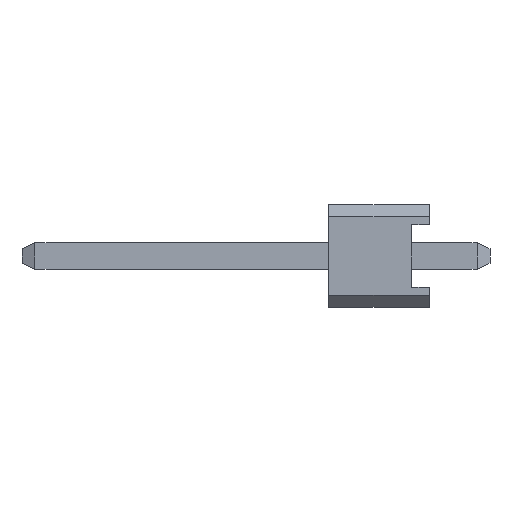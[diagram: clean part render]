
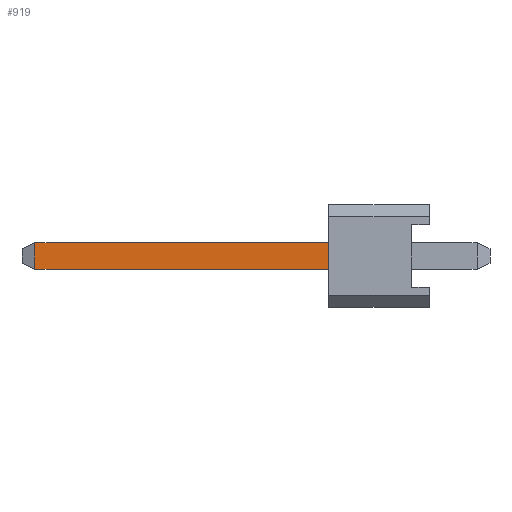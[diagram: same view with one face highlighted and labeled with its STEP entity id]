
A CAD part, left-side view. The second image highlights one B-rep face of the part: STEP entity #919.
In plain terms, the highlighted planar face has unit normal (-1, 0, 0).
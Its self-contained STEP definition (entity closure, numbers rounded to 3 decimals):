
#320 = EDGE_CURVE ( 'NONE', #321, #322, #2019, .T. ) ;
#321 = VERTEX_POINT ( 'NONE', #2015 ) ;
#322 = VERTEX_POINT ( 'NONE', #2014 ) ;
#919 = ADVANCED_FACE ( 'NONE', ( #3418 ), #3417, .F. ) ;
#920 = EDGE_LOOP ( 'NONE', ( #1050, #1053, #1056, #1058 ) ) ;
#1050 = ORIENTED_EDGE ( 'NONE', *, *, #1051, .F. ) ;
#1051 = EDGE_CURVE ( 'NONE', #1052, #322, #3892, .T. ) ;
#1052 = VERTEX_POINT ( 'NONE', #3888 ) ;
#1053 = ORIENTED_EDGE ( 'NONE', *, *, #1054, .T. ) ;
#1054 = EDGE_CURVE ( 'NONE', #1052, #1055, #3855, .T. ) ;
#1055 = VERTEX_POINT ( 'NONE', #3851 ) ;
#1056 = ORIENTED_EDGE ( 'NONE', *, *, #1057, .T. ) ;
#1057 = EDGE_CURVE ( 'NONE', #1055, #321, #3850, .T. ) ;
#1058 = ORIENTED_EDGE ( 'NONE', *, *, #320, .T. ) ;
#2014 = CARTESIAN_POINT ( 'NONE',  ( -0.325, 2.5, 0.325 ) ) ;
#2015 = CARTESIAN_POINT ( 'NONE',  ( -0.325, 2.5, -0.325 ) ) ;
#2016 = DIRECTION ( 'NONE',  ( 0., 0., 1. ) ) ;
#2017 = VECTOR ( 'NONE', #2016, 1000. ) ;
#2018 = CARTESIAN_POINT ( 'NONE',  ( -0.325, 2.5, -1.27 ) ) ;
#2019 = LINE ( 'NONE', #2018, #2017 ) ;
#3417 = PLANE ( 'NONE',  #3479 ) ;
#3418 = FACE_OUTER_BOUND ( 'NONE', #920, .T. ) ;
#3476 = DIRECTION ( 'NONE',  ( 0., 0., -1. ) ) ;
#3477 = DIRECTION ( 'NONE',  ( 1., 0., 0. ) ) ;
#3478 = CARTESIAN_POINT ( 'NONE',  ( -0.325, 10.1, 0.325 ) ) ;
#3479 = AXIS2_PLACEMENT_3D ( 'NONE', #3478, #3477, #3476 ) ;
#3847 = DIRECTION ( 'NONE',  ( 0., -1., 0. ) ) ;
#3848 = VECTOR ( 'NONE', #3847, 1000. ) ;
#3849 = CARTESIAN_POINT ( 'NONE',  ( -0.325, 10.1, -0.325 ) ) ;
#3850 = LINE ( 'NONE', #3849, #3848 ) ;
#3851 = CARTESIAN_POINT ( 'NONE',  ( -0.325, 9.778, -0.325 ) ) ;
#3852 = DIRECTION ( 'NONE',  ( 0., 0., -1. ) ) ;
#3853 = VECTOR ( 'NONE', #3852, 1000. ) ;
#3854 = CARTESIAN_POINT ( 'NONE',  ( -0.325, 9.778, 0.325 ) ) ;
#3855 = LINE ( 'NONE', #3854, #3853 ) ;
#3888 = CARTESIAN_POINT ( 'NONE',  ( -0.325, 9.778, 0.325 ) ) ;
#3889 = DIRECTION ( 'NONE',  ( 0., -1., 0. ) ) ;
#3890 = VECTOR ( 'NONE', #3889, 1000. ) ;
#3891 = CARTESIAN_POINT ( 'NONE',  ( -0.325, 10.1, 0.325 ) ) ;
#3892 = LINE ( 'NONE', #3891, #3890 ) ;
